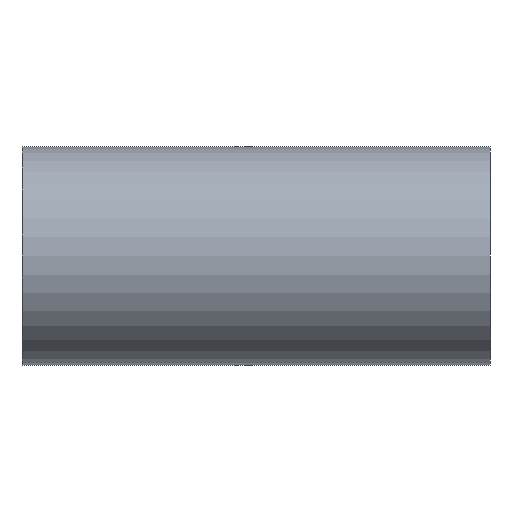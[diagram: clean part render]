
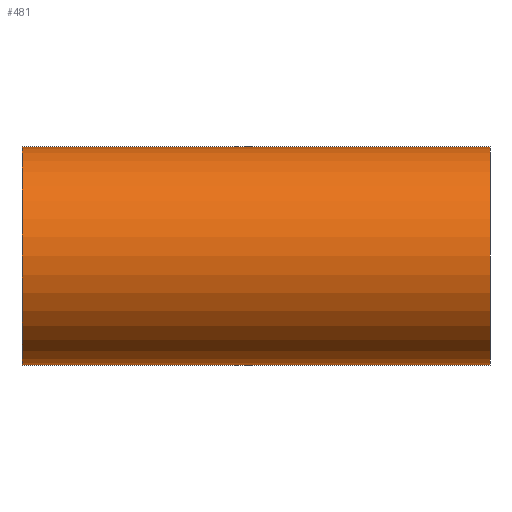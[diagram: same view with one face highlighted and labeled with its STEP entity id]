
A CAD part, left-side view. The second image highlights one B-rep face of the part: STEP entity #481.
In plain terms, the highlighted cylindrical face has radius 19.05 mm (diameter 38.1 mm), a partial arc.
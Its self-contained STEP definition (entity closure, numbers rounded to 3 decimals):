
#3 = EDGE_LOOP ( 'NONE', ( #359, #121, #574, #466 ) ) ;
#8 = VERTEX_POINT ( 'NONE', #82 ) ;
#23 = FACE_OUTER_BOUND ( 'NONE', #3, .T. ) ;
#37 = CARTESIAN_POINT ( 'NONE',  ( 0., 161.376, 19.05 ) ) ;
#40 = VERTEX_POINT ( 'NONE', #85 ) ;
#61 = VERTEX_POINT ( 'NONE', #589 ) ;
#82 = CARTESIAN_POINT ( 'NONE',  ( 0., 0., 19.05 ) ) ;
#85 = CARTESIAN_POINT ( 'NONE',  ( 0., 81.7, -19.05 ) ) ;
#121 = ORIENTED_EDGE ( 'NONE', *, *, #471, .T. ) ;
#125 = AXIS2_PLACEMENT_3D ( 'NONE', #425, #137, #473 ) ;
#137 = DIRECTION ( 'NONE',  ( 0., 1., 0. ) ) ;
#156 = LINE ( 'NONE', #37, #398 ) ;
#173 = CARTESIAN_POINT ( 'NONE',  ( 0., 161.376, 0. ) ) ;
#223 = LINE ( 'NONE', #609, #588 ) ;
#274 = CARTESIAN_POINT ( 'NONE',  ( 0., 0., 0. ) ) ;
#319 = DIRECTION ( 'NONE',  ( 0., 0., 1. ) ) ;
#358 = CARTESIAN_POINT ( 'NONE',  ( 0., 0., -19.05 ) ) ;
#359 = ORIENTED_EDGE ( 'NONE', *, *, #399, .F. ) ;
#363 = DIRECTION ( 'NONE',  ( 0., 1., 0. ) ) ;
#398 = VECTOR ( 'NONE', #363, 1000. ) ;
#399 = EDGE_CURVE ( 'NONE', #409, #40, #223, .T. ) ;
#408 = DIRECTION ( 'NONE',  ( 0., 1., 0. ) ) ;
#409 = VERTEX_POINT ( 'NONE', #358 ) ;
#413 = DIRECTION ( 'NONE',  ( 0., 1., 0. ) ) ;
#414 = AXIS2_PLACEMENT_3D ( 'NONE', #173, #508, #319 ) ;
#417 = DIRECTION ( 'NONE',  ( 0., 0., 1. ) ) ;
#425 = CARTESIAN_POINT ( 'NONE',  ( 0., 81.7, 0. ) ) ;
#428 = EDGE_CURVE ( 'NONE', #8, #61, #156, .T. ) ;
#456 = CIRCLE ( 'NONE', #558, 19.05 ) ;
#466 = ORIENTED_EDGE ( 'NONE', *, *, #514, .F. ) ;
#470 = CIRCLE ( 'NONE', #125, 19.05 ) ;
#471 = EDGE_CURVE ( 'NONE', #409, #8, #456, .T. ) ;
#473 = DIRECTION ( 'NONE',  ( 0., 0., 1. ) ) ;
#481 = ADVANCED_FACE ( 'NONE', ( #23 ), #509, .T. ) ;
#508 = DIRECTION ( 'NONE',  ( 0., 1., 0. ) ) ;
#509 = CYLINDRICAL_SURFACE ( 'NONE', #414, 19.05 ) ;
#514 = EDGE_CURVE ( 'NONE', #40, #61, #470, .T. ) ;
#558 = AXIS2_PLACEMENT_3D ( 'NONE', #274, #413, #417 ) ;
#574 = ORIENTED_EDGE ( 'NONE', *, *, #428, .T. ) ;
#588 = VECTOR ( 'NONE', #408, 1000. ) ;
#589 = CARTESIAN_POINT ( 'NONE',  ( 0., 81.7, 19.05 ) ) ;
#609 = CARTESIAN_POINT ( 'NONE',  ( 0., 161.376, -19.05 ) ) ;
